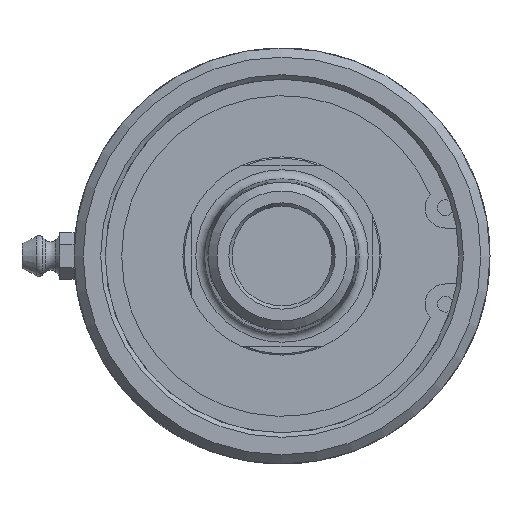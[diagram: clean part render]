
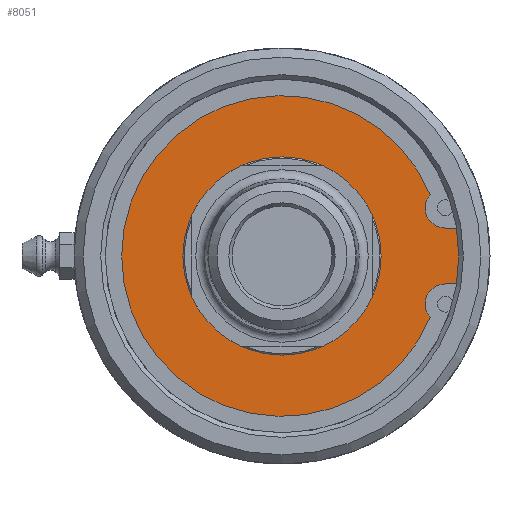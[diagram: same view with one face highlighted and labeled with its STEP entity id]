
A CAD part, left-side view. The second image highlights one B-rep face of the part: STEP entity #8051.
In plain terms, the highlighted planar face has unit normal (-1, 0, 0).
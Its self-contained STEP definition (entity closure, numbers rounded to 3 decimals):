
#144=FACE_BOUND('',#2709,.T.);
#744=LINE('',#58867,#1166);
#749=LINE('',#58879,#1171);
#1166=VECTOR('',#9987,4.416);
#1171=VECTOR('',#9996,4.416);
#1500=PLANE('',#8615);
#1758=CIRCLE('',#8595,3.556);
#1760=CIRCLE('',#8598,28.142);
#1762=CIRCLE('',#8601,3.556);
#1769=CIRCLE('',#8613,33.45);
#1770=CIRCLE('',#8616,17.4);
#1771=CIRCLE('',#8617,17.4);
#2217=FACE_OUTER_BOUND('',#2708,.T.);
#2708=EDGE_LOOP('',(#7124,#7125,#7126,#7127,#7128,#7129));
#2709=EDGE_LOOP('',(#7130,#7131));
#3855=VERTEX_POINT('',#58864);
#3856=VERTEX_POINT('',#58866);
#3860=VERTEX_POINT('',#58876);
#3861=VERTEX_POINT('',#58878);
#3862=VERTEX_POINT('',#58882);
#3864=VERTEX_POINT('',#58888);
#3867=VERTEX_POINT('',#58910);
#3868=VERTEX_POINT('',#58911);
#4967=EDGE_CURVE('',#3856,#3855,#744,.T.);
#4973=EDGE_CURVE('',#3861,#3860,#749,.T.);
#4975=EDGE_CURVE('',#3860,#3862,#1758,.T.);
#4978=EDGE_CURVE('',#3862,#3864,#1760,.T.);
#4981=EDGE_CURVE('',#3864,#3856,#1762,.T.);
#4988=EDGE_CURVE('',#3855,#3861,#1769,.T.);
#4989=EDGE_CURVE('',#3867,#3868,#1770,.T.);
#4990=EDGE_CURVE('',#3868,#3867,#1771,.T.);
#7124=ORIENTED_EDGE('',*,*,#4973,.T.);
#7125=ORIENTED_EDGE('',*,*,#4975,.T.);
#7126=ORIENTED_EDGE('',*,*,#4978,.T.);
#7127=ORIENTED_EDGE('',*,*,#4981,.T.);
#7128=ORIENTED_EDGE('',*,*,#4967,.T.);
#7129=ORIENTED_EDGE('',*,*,#4988,.T.);
#7130=ORIENTED_EDGE('',*,*,#4989,.T.);
#7131=ORIENTED_EDGE('',*,*,#4990,.T.);
#8051=ADVANCED_FACE('',(#2217,#144),#1500,.F.);
#8595=AXIS2_PLACEMENT_3D('',#58883,#10000,#10001);
#8598=AXIS2_PLACEMENT_3D('',#58889,#10007,#10008);
#8601=AXIS2_PLACEMENT_3D('',#58894,#10014,#10015);
#8613=AXIS2_PLACEMENT_3D('',#58907,#10038,#10039);
#8615=AXIS2_PLACEMENT_3D('',#58909,#10042,#10043);
#8616=AXIS2_PLACEMENT_3D('',#58912,#10044,#10045);
#8617=AXIS2_PLACEMENT_3D('',#58913,#10046,#10047);
#9987=DIRECTION('',(0.,-1.,0.));
#9996=DIRECTION('',(0.,1.,0.));
#10000=DIRECTION('center_axis',(1.,0.,0.));
#10001=DIRECTION('ref_axis',(0.,0.754,0.657));
#10007=DIRECTION('center_axis',(-1.,0.,0.));
#10008=DIRECTION('ref_axis',(0.,0.924,-0.384));
#10014=DIRECTION('center_axis',(1.,0.,0.));
#10015=DIRECTION('ref_axis',(0.,0.,1.));
#10038=DIRECTION('center_axis',(-1.,0.,0.));
#10039=DIRECTION('ref_axis',(0.,1.,0.));
#10042=DIRECTION('center_axis',(1.,0.,0.));
#10043=DIRECTION('ref_axis',(0.,0.,-1.));
#10044=DIRECTION('center_axis',(1.,0.,0.));
#10045=DIRECTION('ref_axis',(0.,1.,0.));
#10046=DIRECTION('center_axis',(1.,0.,0.));
#10047=DIRECTION('ref_axis',(0.,1.,0.));
#58864=CARTESIAN_POINT('',(5.98,-33.089,-4.902));
#58866=CARTESIAN_POINT('',(5.98,-28.672,-4.902));
#58867=CARTESIAN_POINT('',(5.98,-28.672,-4.902));
#58876=CARTESIAN_POINT('',(5.98,-28.672,4.902));
#58878=CARTESIAN_POINT('',(5.98,-33.089,4.902));
#58879=CARTESIAN_POINT('',(5.98,-33.089,4.902));
#58882=CARTESIAN_POINT('',(5.98,-25.99,10.793));
#58883=CARTESIAN_POINT('Origin',(5.98,-28.672,8.458));
#58888=CARTESIAN_POINT('',(5.98,-25.99,-10.793));
#58889=CARTESIAN_POINT('Origin',(5.98,0.,0.));
#58894=CARTESIAN_POINT('Origin',(5.98,-28.672,-8.458));
#58907=CARTESIAN_POINT('Origin',(5.98,0.,0.));
#58909=CARTESIAN_POINT('Origin',(5.98,23.075,0.));
#58910=CARTESIAN_POINT('',(5.98,17.4,0.));
#58911=CARTESIAN_POINT('',(5.98,-17.4,0.));
#58912=CARTESIAN_POINT('Origin',(5.98,0.,0.));
#58913=CARTESIAN_POINT('Origin',(5.98,0.,0.));
